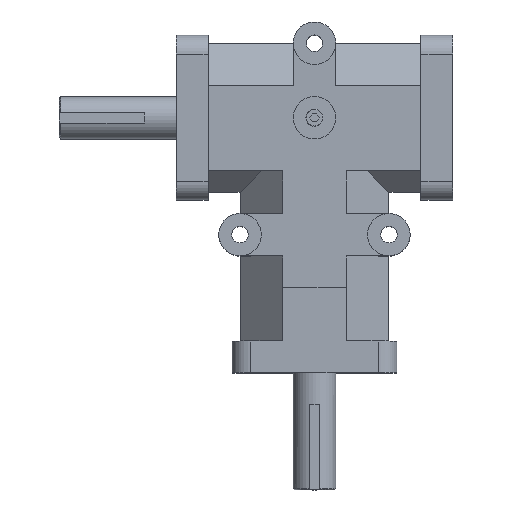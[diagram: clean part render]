
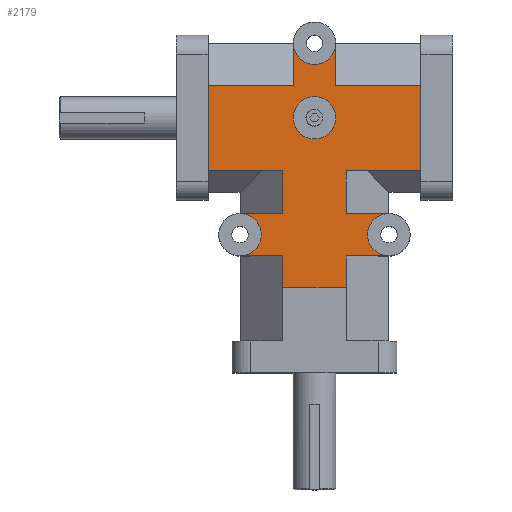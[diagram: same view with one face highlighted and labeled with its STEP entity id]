
A CAD part, top view. The second image highlights one B-rep face of the part: STEP entity #2179.
In plain terms, the highlighted planar face has unit normal (0, 0, 1).
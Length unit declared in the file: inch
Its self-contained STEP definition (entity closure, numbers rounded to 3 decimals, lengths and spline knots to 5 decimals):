
#77=CIRCLE('',#3620,0.5);
#78=CIRCLE('',#3621,0.5);
#79=CIRCLE('',#3622,0.5);
#80=CIRCLE('',#3623,0.5);
#167=VERTEX_POINT('',#2962);
#169=VERTEX_POINT('',#2966);
#172=VERTEX_POINT('',#2972);
#173=VERTEX_POINT('',#2973);
#186=VERTEX_POINT('',#3001);
#193=VERTEX_POINT('',#3017);
#194=VERTEX_POINT('',#3019);
#195=VERTEX_POINT('',#3021);
#196=VERTEX_POINT('',#3023);
#197=VERTEX_POINT('',#3025);
#198=VERTEX_POINT('',#3027);
#199=VERTEX_POINT('',#3029);
#200=VERTEX_POINT('',#3031);
#201=VERTEX_POINT('',#3033);
#202=VERTEX_POINT('',#3035);
#203=VERTEX_POINT('',#3037);
#204=VERTEX_POINT('',#3039);
#205=VERTEX_POINT('',#3040);
#206=VERTEX_POINT('',#3042);
#207=VERTEX_POINT('',#3044);
#208=VERTEX_POINT('',#3047);
#394=VECTOR('',#2407,1.);
#402=VECTOR('',#2432,1.);
#410=VECTOR('',#2441,1.);
#411=VECTOR('',#2442,1.);
#412=VECTOR('',#2443,1.);
#413=VECTOR('',#2446,1.);
#414=VECTOR('',#2447,1.);
#415=VECTOR('',#2448,1.);
#416=VECTOR('',#2451,1.);
#417=VECTOR('',#2452,1.);
#418=VECTOR('',#2453,1.);
#419=VECTOR('',#2454,1.);
#420=VECTOR('',#2457,1.);
#421=VECTOR('',#2458,1.);
#585=LINE('',#2967,#394);
#593=LINE('',#3000,#402);
#601=LINE('',#3016,#410);
#602=LINE('',#3018,#411);
#603=LINE('',#3020,#412);
#604=LINE('',#3024,#413);
#605=LINE('',#3026,#414);
#606=LINE('',#3028,#415);
#607=LINE('',#3032,#416);
#608=LINE('',#3034,#417);
#609=LINE('',#3036,#418);
#610=LINE('',#3038,#419);
#611=LINE('',#3043,#420);
#612=LINE('',#3045,#421);
#776=EDGE_CURVE('',#167,#169,#585,.T.);
#779=EDGE_CURVE('',#173,#172,#585,.T.);
#793=EDGE_CURVE('',#186,#173,#593,.T.);
#801=EDGE_CURVE('',#169,#193,#601,.T.);
#802=EDGE_CURVE('',#194,#193,#602,.T.);
#803=EDGE_CURVE('',#195,#194,#603,.T.);
#804=EDGE_CURVE('',#195,#196,#77,.T.);
#805=EDGE_CURVE('',#197,#196,#604,.T.);
#806=EDGE_CURVE('',#186,#197,#602,.T.);
#807=EDGE_CURVE('',#172,#198,#605,.T.);
#808=EDGE_CURVE('',#199,#198,#606,.T.);
#809=EDGE_CURVE('',#199,#200,#78,.T.);
#810=EDGE_CURVE('',#201,#200,#607,.T.);
#811=EDGE_CURVE('',#202,#201,#608,.T.);
#812=EDGE_CURVE('',#202,#203,#609,.T.);
#813=EDGE_CURVE('',#204,#203,#610,.T.);
#814=EDGE_CURVE('',#205,#204,#607,.T.);
#815=EDGE_CURVE('',#205,#206,#79,.T.);
#816=EDGE_CURVE('',#207,#206,#611,.T.);
#817=EDGE_CURVE('',#207,#167,#612,.T.);
#818=EDGE_CURVE('',#208,#208,#80,.T.);
#1119=ORIENTED_EDGE('',*,*,#801,.T.);
#1120=ORIENTED_EDGE('',*,*,#802,.F.);
#1121=ORIENTED_EDGE('',*,*,#803,.F.);
#1122=ORIENTED_EDGE('',*,*,#804,.T.);
#1123=ORIENTED_EDGE('',*,*,#805,.F.);
#1124=ORIENTED_EDGE('',*,*,#806,.F.);
#1125=ORIENTED_EDGE('',*,*,#793,.T.);
#1126=ORIENTED_EDGE('',*,*,#779,.T.);
#1127=ORIENTED_EDGE('',*,*,#807,.T.);
#1128=ORIENTED_EDGE('',*,*,#808,.F.);
#1129=ORIENTED_EDGE('',*,*,#809,.T.);
#1130=ORIENTED_EDGE('',*,*,#810,.F.);
#1131=ORIENTED_EDGE('',*,*,#811,.F.);
#1132=ORIENTED_EDGE('',*,*,#812,.T.);
#1133=ORIENTED_EDGE('',*,*,#813,.F.);
#1134=ORIENTED_EDGE('',*,*,#814,.F.);
#1135=ORIENTED_EDGE('',*,*,#815,.T.);
#1136=ORIENTED_EDGE('',*,*,#816,.F.);
#1137=ORIENTED_EDGE('',*,*,#817,.T.);
#1138=ORIENTED_EDGE('',*,*,#776,.T.);
#1139=ORIENTED_EDGE('',*,*,#818,.T.);
#1732=EDGE_LOOP('',(#1119,#1120,#1121,#1122,#1123,#1124,#1125,#1126,#1127,
#1128,#1129,#1130,#1131,#1132,#1133,#1134,#1135,#1136,#1137,#1138));
#1733=EDGE_LOOP('',(#1139));
#1958=FACE_BOUND('',#1732,.T.);
#1959=FACE_BOUND('',#1733,.T.);
#2179=ADVANCED_FACE('',(#1958,#1959),#2323,.T.);
#2323=PLANE('',#3619);
#2407=DIRECTION('',(1.,0.,0.));
#2432=DIRECTION('',(0.,-1.,0.));
#2440=DIRECTION('',(0.,0.,1.));
#2441=DIRECTION('',(0.,1.,0.));
#2442=DIRECTION('',(1.,0.,0.));
#2443=DIRECTION('',(0.,-1.,0.));
#2444=DIRECTION('',(0.,0.,-1.));
#2445=DIRECTION('',(0.5,0.,0.));
#2446=DIRECTION('',(0.,1.,0.));
#2447=DIRECTION('',(0.,-1.,0.));
#2448=DIRECTION('',(1.,0.,0.));
#2449=DIRECTION('',(0.,0.,-1.));
#2450=DIRECTION('',(0.5,0.,0.));
#2451=DIRECTION('',(-1.,0.,0.));
#2452=DIRECTION('',(0.,1.,0.));
#2453=DIRECTION('',(1.,0.,0.));
#2454=DIRECTION('',(0.,-1.,0.));
#2455=DIRECTION('',(0.,0.,-1.));
#2456=DIRECTION('',(0.5,0.,0.));
#2457=DIRECTION('',(1.,0.,0.));
#2458=DIRECTION('',(0.,1.,0.));
#2459=DIRECTION('',(0.,0.,-1.));
#2460=DIRECTION('',(0.5,0.,0.));
#2962=CARTESIAN_POINT('',(0.75,4.75,1.75));
#2966=CARTESIAN_POINT('',(2.5,4.75,1.75));
#2967=CARTESIAN_POINT('',(2.5,4.75,1.75));
#2972=CARTESIAN_POINT('',(-0.75,4.75,1.75));
#2973=CARTESIAN_POINT('',(-2.5,4.75,1.75));
#3000=CARTESIAN_POINT('',(-2.5,4.27896,1.75));
#3001=CARTESIAN_POINT('',(-2.5,6.75,1.75));
#3015=CARTESIAN_POINT('',(0.,4.30793,1.75));
#3016=CARTESIAN_POINT('',(2.5,6.02896,1.75));
#3017=CARTESIAN_POINT('',(2.5,6.75,1.75));
#3018=CARTESIAN_POINT('',(1.25,6.75,1.75));
#3019=CARTESIAN_POINT('',(0.5,6.75,1.75));
#3020=CARTESIAN_POINT('',(0.5,7.75,1.75));
#3021=CARTESIAN_POINT('',(0.5,7.75,1.75));
#3022=CARTESIAN_POINT('',(0.,7.75,1.75));
#3023=CARTESIAN_POINT('',(-0.5,7.75,1.75));
#3024=CARTESIAN_POINT('',(-0.5,7.75,1.75));
#3025=CARTESIAN_POINT('',(-0.5,6.75,1.75));
#3026=CARTESIAN_POINT('',(-0.75,6.65396,1.75));
#3027=CARTESIAN_POINT('',(-0.75,3.75,1.75));
#3028=CARTESIAN_POINT('',(-1.75,3.75,1.75));
#3029=CARTESIAN_POINT('',(-1.75,3.75,1.75));
#3030=CARTESIAN_POINT('',(-1.75,3.25,1.75));
#3031=CARTESIAN_POINT('',(-1.75,2.75,1.75));
#3032=CARTESIAN_POINT('',(-1.75,2.75,1.75));
#3033=CARTESIAN_POINT('',(-0.75,2.75,1.75));
#3034=CARTESIAN_POINT('',(-0.75,4.27896,1.75));
#3035=CARTESIAN_POINT('',(-0.75,2.,1.75));
#3036=CARTESIAN_POINT('',(0.375,2.,1.75));
#3037=CARTESIAN_POINT('',(0.75,2.,1.75));
#3038=CARTESIAN_POINT('',(0.75,2.52896,1.75));
#3039=CARTESIAN_POINT('',(0.75,2.75,1.75));
#3040=CARTESIAN_POINT('',(1.75,2.75,1.75));
#3041=CARTESIAN_POINT('',(1.75,3.25,1.75));
#3042=CARTESIAN_POINT('',(1.75,3.75,1.75));
#3043=CARTESIAN_POINT('',(0.5,3.75,1.75));
#3044=CARTESIAN_POINT('',(0.75,3.75,1.75));
#3045=CARTESIAN_POINT('',(0.75,6.65396,1.75));
#3046=CARTESIAN_POINT('',(0.,6.,1.75));
#3047=CARTESIAN_POINT('',(-0.5,6.,1.75));
#3619=AXIS2_PLACEMENT_3D('',#3015,#2440,$);
#3620=AXIS2_PLACEMENT_3D('',#3022,#2444,#2445);
#3621=AXIS2_PLACEMENT_3D('',#3030,#2449,#2450);
#3622=AXIS2_PLACEMENT_3D('',#3041,#2455,#2456);
#3623=AXIS2_PLACEMENT_3D('',#3046,#2459,#2460);
